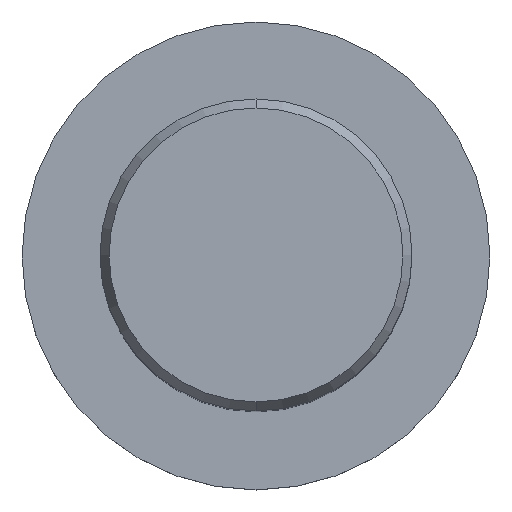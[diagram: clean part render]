
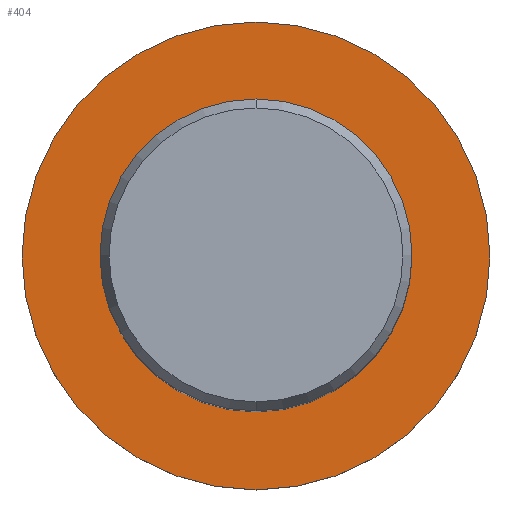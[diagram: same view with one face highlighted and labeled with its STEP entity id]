
A CAD part, top view. The second image highlights one B-rep face of the part: STEP entity #404.
In plain terms, the highlighted planar face has unit normal (0, 0, 1).
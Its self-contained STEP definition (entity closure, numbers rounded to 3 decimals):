
#254=EDGE_CURVE('',#422,#272,#711,.T.);
#272=VERTEX_POINT('',#730);
#276=EDGE_CURVE('',#298,#282,#734,.T.);
#282=VERTEX_POINT('',#740);
#298=VERTEX_POINT('',#758);
#404=ADVANCED_FACE('',(#875,#876),#877,.T.);
#422=VERTEX_POINT('',#897);
#556=EDGE_CURVE('',#282,#298,#1042,.T.);
#672=EDGE_CURVE('',#272,#422,#1172,.T.);
#711=CIRCLE('',#1215,24.0);
#730=CARTESIAN_POINT('',(0.0,24.0,-60.0));
#734=CIRCLE('',#1241,16.0);
#740=CARTESIAN_POINT('',(0.0,16.0,-60.0));
#758=CARTESIAN_POINT('',(0.,-16.0,-60.0));
#875=FACE_BOUND('',#1531,.T.);
#876=FACE_OUTER_BOUND('',#1532,.T.);
#877=PLANE('',#1533);
#897=CARTESIAN_POINT('',(0.,-24.0,-60.0));
#1042=CIRCLE('',#1853,16.0);
#1172=CIRCLE('',#2058,24.0);
#1215=AXIS2_PLACEMENT_3D('',#2101,#2102,#2103);
#1241=AXIS2_PLACEMENT_3D('',#2119,#2120,#2121);
#1531=EDGE_LOOP('',(#2306,#2307));
#1532=EDGE_LOOP('',(#2308,#2309));
#1533=AXIS2_PLACEMENT_3D('',#2310,#2311,#2312);
#1853=AXIS2_PLACEMENT_3D('',#2505,#2506,#2507);
#2058=AXIS2_PLACEMENT_3D('',#2673,#2674,#2675);
#2101=CARTESIAN_POINT('',(0.0,0.0,-60.0));
#2102=DIRECTION('',(0.0,0.0,-1.0));
#2103=DIRECTION('',(0.0,1.0,0.0));
#2119=CARTESIAN_POINT('',(0.0,0.0,-60.0));
#2120=DIRECTION('',(-0.0,0.0,-1.0));
#2121=DIRECTION('',(0.0,1.0,0.0));
#2306=ORIENTED_EDGE('',*,*,#556,.T.);
#2307=ORIENTED_EDGE('',*,*,#276,.T.);
#2308=ORIENTED_EDGE('',*,*,#672,.F.);
#2309=ORIENTED_EDGE('',*,*,#254,.F.);
#2310=CARTESIAN_POINT('',(0.0,12.0,-60.0));
#2311=DIRECTION('',(-0.0,0.0,1.0));
#2312=DIRECTION('',(0.0,-1.0,0.0));
#2505=CARTESIAN_POINT('',(0.0,0.0,-60.0));
#2506=DIRECTION('',(-0.0,0.0,-1.0));
#2507=DIRECTION('',(0.0,1.0,0.0));
#2673=CARTESIAN_POINT('',(0.0,0.0,-60.0));
#2674=DIRECTION('',(0.0,0.0,-1.0));
#2675=DIRECTION('',(0.0,1.0,0.0));
